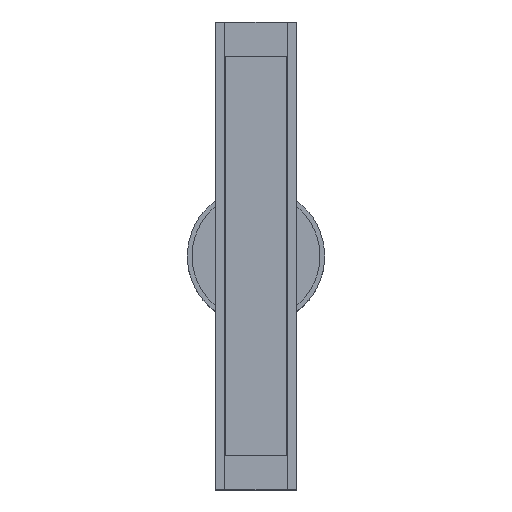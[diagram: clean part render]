
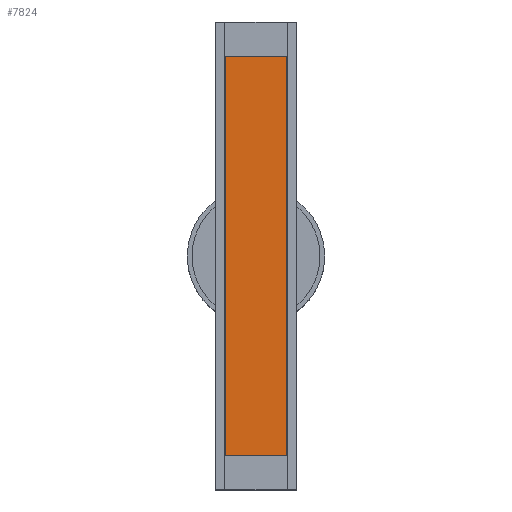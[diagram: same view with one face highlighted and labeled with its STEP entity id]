
A CAD part, top view. The second image highlights one B-rep face of the part: STEP entity #7824.
In plain terms, the highlighted planar face has unit normal (0, 0, 1).
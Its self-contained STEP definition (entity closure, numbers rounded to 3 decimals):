
#150=FACE_OUTER_BOUND('',#561,.T.);
#561=EDGE_LOOP('',(#5711,#5712,#5713,#5714));
#1229=LINE('',#11279,#2370);
#1230=LINE('',#11281,#2371);
#1231=LINE('',#11283,#2372);
#1232=LINE('',#11284,#2373);
#2370=VECTOR('',#9188,9.8);
#2371=VECTOR('',#9189,64.);
#2372=VECTOR('',#9190,9.8);
#2373=VECTOR('',#9191,64.);
#3383=VERTEX_POINT('',#11277);
#3384=VERTEX_POINT('',#11278);
#3385=VERTEX_POINT('',#11280);
#3386=VERTEX_POINT('',#11282);
#4250=EDGE_CURVE('',#3383,#3384,#1229,.T.);
#4251=EDGE_CURVE('',#3385,#3383,#1230,.T.);
#4252=EDGE_CURVE('',#3386,#3385,#1231,.T.);
#4253=EDGE_CURVE('',#3384,#3386,#1232,.T.);
#5711=ORIENTED_EDGE('',*,*,#4250,.F.);
#5712=ORIENTED_EDGE('',*,*,#4251,.F.);
#5713=ORIENTED_EDGE('',*,*,#4252,.F.);
#5714=ORIENTED_EDGE('',*,*,#4253,.F.);
#7415=PLANE('',#8257);
#7824=ADVANCED_FACE('',(#150),#7415,.T.);
#8257=AXIS2_PLACEMENT_3D('',#11276,#9186,#9187);
#9186=DIRECTION('center_axis',(0.,0.,1.));
#9187=DIRECTION('ref_axis',(1.,0.,0.));
#9188=DIRECTION('',(-1.,0.,0.));
#9189=DIRECTION('',(0.,-1.,0.));
#9190=DIRECTION('',(1.,0.,0.));
#9191=DIRECTION('',(0.,1.,0.));
#11276=CARTESIAN_POINT('Origin',(0.,0.,
16.05));
#11277=CARTESIAN_POINT('',(4.9,-32.,16.05));
#11278=CARTESIAN_POINT('',(-4.9,-32.,16.05));
#11279=CARTESIAN_POINT('',(4.9,-32.,16.05));
#11280=CARTESIAN_POINT('',(4.9,32.,16.05));
#11281=CARTESIAN_POINT('',(4.9,32.,16.05));
#11282=CARTESIAN_POINT('',(-4.9,32.,16.05));
#11283=CARTESIAN_POINT('',(-4.9,32.,16.05));
#11284=CARTESIAN_POINT('',(-4.9,-32.,16.05));
